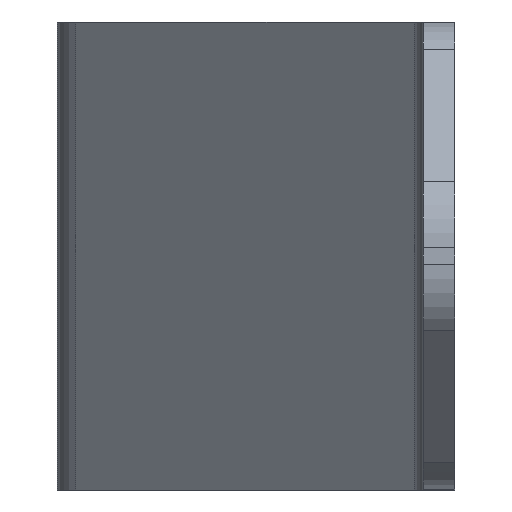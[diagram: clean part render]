
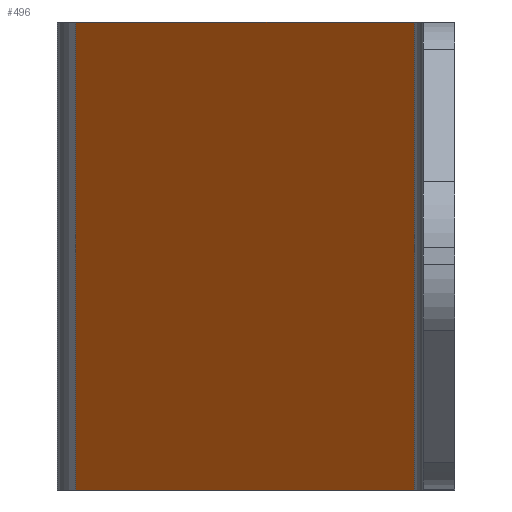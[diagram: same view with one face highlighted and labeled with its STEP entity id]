
A CAD part, front view. The second image highlights one B-rep face of the part: STEP entity #496.
In plain terms, the highlighted planar face has unit normal (-0.707, -0.707, 0).
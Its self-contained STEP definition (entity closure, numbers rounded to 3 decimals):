
#33=PLANE('',#569);
#62=FACE_OUTER_BOUND('',#92,.T.);
#92=EDGE_LOOP('',(#431,#432,#433,#434));
#130=LINE('',#815,#178);
#133=LINE('',#821,#181);
#136=LINE('',#828,#184);
#138=LINE('',#835,#186);
#178=VECTOR('',#671,10.);
#181=VECTOR('',#676,10.);
#184=VECTOR('',#683,10.);
#186=VECTOR('',#691,10.);
#245=VERTEX_POINT('',#807);
#246=VERTEX_POINT('',#811);
#248=VERTEX_POINT('',#819);
#250=VERTEX_POINT('',#827);
#302=EDGE_CURVE('',#245,#246,#130,.T.);
#305=EDGE_CURVE('',#248,#246,#133,.T.);
#308=EDGE_CURVE('',#248,#250,#136,.T.);
#312=EDGE_CURVE('',#245,#250,#138,.T.);
#431=ORIENTED_EDGE('',*,*,#302,.T.);
#432=ORIENTED_EDGE('',*,*,#305,.F.);
#433=ORIENTED_EDGE('',*,*,#308,.T.);
#434=ORIENTED_EDGE('',*,*,#312,.F.);
#496=ADVANCED_FACE('',(#62),#33,.F.);
#569=AXIS2_PLACEMENT_3D('',#845,#703,#704);
#671=DIRECTION('',(0.,0.,1.));
#676=DIRECTION('',(0.707,-0.707,0.));
#683=DIRECTION('',(0.,0.,-1.));
#691=DIRECTION('',(-0.707,0.707,0.));
#703=DIRECTION('center_axis',(0.707,0.707,0.));
#704=DIRECTION('ref_axis',(0.,0.,-1.));
#807=CARTESIAN_POINT('',(11.435,-23.435,-15.));
#811=CARTESIAN_POINT('',(11.435,-23.435,0.));
#815=CARTESIAN_POINT('',(11.435,-23.435,-3.75));
#819=CARTESIAN_POINT('',(0.586,-12.586,0.));
#821=CARTESIAN_POINT('',(0.586,-12.586,0.));
#827=CARTESIAN_POINT('',(0.586,-12.586,-15.));
#828=CARTESIAN_POINT('',(0.586,-12.586,-7.5));
#835=CARTESIAN_POINT('',(-0.214,-11.786,-15.));
#845=CARTESIAN_POINT('Origin',(5.903,-17.903,-7.5));
